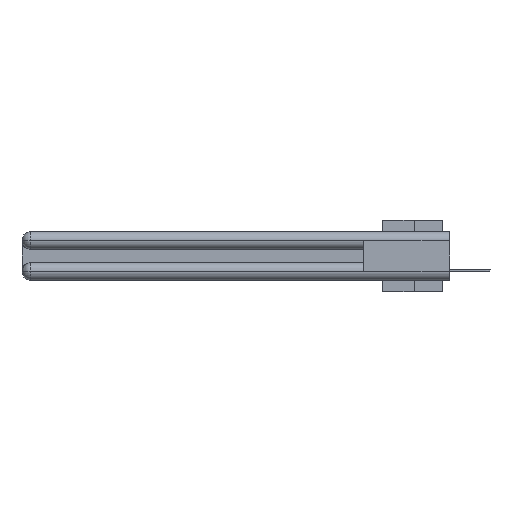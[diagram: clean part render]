
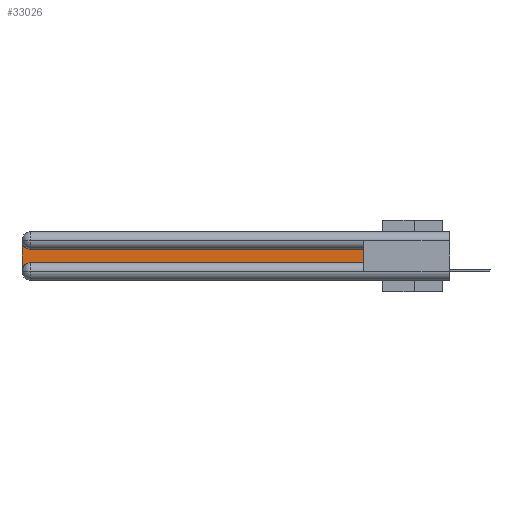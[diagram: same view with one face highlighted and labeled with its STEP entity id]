
A CAD part, left-side view. The second image highlights one B-rep face of the part: STEP entity #33026.
In plain terms, the highlighted planar face has unit normal (-1, 0, 0).
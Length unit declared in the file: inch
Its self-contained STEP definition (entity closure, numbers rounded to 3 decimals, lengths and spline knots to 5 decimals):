
#957 = ORIENTED_EDGE ( 'NONE', *, *, #3328, .T. ) ;
#1400 = DIRECTION ( 'NONE',  ( 0., 0., -1. ) ) ;
#1462 = ORIENTED_EDGE ( 'NONE', *, *, #34949, .T. ) ;
#2995 = VECTOR ( 'NONE', #19466, 39.37008 ) ;
#3320 = CARTESIAN_POINT ( 'NONE',  ( 0.075, 2.94, -0.1225 ) ) ;
#3328 = EDGE_CURVE ( 'NONE', #34976, #21718, #6489, .T. ) ;
#3360 = CARTESIAN_POINT ( 'NONE',  ( 0.075, 2.94, -0.2175 ) ) ;
#5018 = CARTESIAN_POINT ( 'NONE',  ( 0.075, 3., -0.1225 ) ) ;
#5522 = AXIS2_PLACEMENT_3D ( 'NONE', #15590, #9921, #7526 ) ;
#5907 = CARTESIAN_POINT ( 'NONE',  ( 0.075, 0.6, -0.2175 ) ) ;
#6384 = AXIS2_PLACEMENT_3D ( 'NONE', #17683, #6719, #1400 ) ;
#6489 = LINE ( 'NONE', #8201, #2995 ) ;
#6719 = DIRECTION ( 'NONE',  ( 1., 0., 0. ) ) ;
#7198 = DIRECTION ( 'NONE',  ( 0., 1., 0. ) ) ;
#7526 = DIRECTION ( 'NONE',  ( 0., 0., -1. ) ) ;
#7784 = DIRECTION ( 'NONE',  ( 0., 0., -1. ) ) ;
#8201 = CARTESIAN_POINT ( 'NONE',  ( 0.075, 0.6, -0.2175 ) ) ;
#8689 = EDGE_CURVE ( 'NONE', #21718, #17986, #25336, .T. ) ;
#8986 = LINE ( 'NONE', #30601, #26678 ) ;
#9580 = EDGE_LOOP ( 'NONE', ( #25943, #28609, #1462, #13255, #957, #27399 ) ) ;
#9721 = CARTESIAN_POINT ( 'NONE',  ( 0.075, 0.6, -0.1225 ) ) ;
#9921 = DIRECTION ( 'NONE',  ( 1., 0., 0. ) ) ;
#10005 = EDGE_CURVE ( 'NONE', #31514, #34976, #13590, .T. ) ;
#10385 = EDGE_CURVE ( 'NONE', #15543, #31936, #14849, .T. ) ;
#12554 = CARTESIAN_POINT ( 'NONE',  ( 0.075, 0.6, -0.1225 ) ) ;
#13035 = CARTESIAN_POINT ( 'NONE',  ( 0.075, 0.6, -0.2175 ) ) ;
#13255 = ORIENTED_EDGE ( 'NONE', *, *, #10005, .T. ) ;
#13590 = CIRCLE ( 'NONE', #6384, 0.06 ) ;
#14849 = CIRCLE ( 'NONE', #5522, 0.06 ) ;
#15543 = VERTEX_POINT ( 'NONE', #3320 ) ;
#15590 = CARTESIAN_POINT ( 'NONE',  ( 0.075, 2.94, -0.0625 ) ) ;
#16066 = PLANE ( 'NONE',  #23326 ) ;
#16999 = DIRECTION ( 'NONE',  ( 0., 0., -1. ) ) ;
#17683 = CARTESIAN_POINT ( 'NONE',  ( 0.075, 2.94, -0.2775 ) ) ;
#17986 = VERTEX_POINT ( 'NONE', #12554 ) ;
#19466 = DIRECTION ( 'NONE',  ( 0., -1., 0. ) ) ;
#21718 = VERTEX_POINT ( 'NONE', #13035 ) ;
#22498 = DIRECTION ( 'NONE',  ( 0., 0., 1. ) ) ;
#23326 = AXIS2_PLACEMENT_3D ( 'NONE', #5018, #24057, #7784 ) ;
#24057 = DIRECTION ( 'NONE',  ( 1., 0., 0. ) ) ;
#25336 = LINE ( 'NONE', #5907, #29212 ) ;
#25943 = ORIENTED_EDGE ( 'NONE', *, *, #28653, .T. ) ;
#26678 = VECTOR ( 'NONE', #16999, 39.37008 ) ;
#26781 = FACE_OUTER_BOUND ( 'NONE', #9580, .T. ) ;
#27399 = ORIENTED_EDGE ( 'NONE', *, *, #8689, .T. ) ;
#28609 = ORIENTED_EDGE ( 'NONE', *, *, #10385, .T. ) ;
#28653 = EDGE_CURVE ( 'NONE', #17986, #15543, #33504, .T. ) ;
#29212 = VECTOR ( 'NONE', #22498, 39.37008 ) ;
#29681 = VECTOR ( 'NONE', #7198, 39.37008 ) ;
#30401 = CARTESIAN_POINT ( 'NONE',  ( 0.075, 3., -0.0625 ) ) ;
#30601 = CARTESIAN_POINT ( 'NONE',  ( 0.075, 3., -0.2175 ) ) ;
#31514 = VERTEX_POINT ( 'NONE', #34633 ) ;
#31936 = VERTEX_POINT ( 'NONE', #30401 ) ;
#33026 = ADVANCED_FACE ( 'NONE', ( #26781 ), #16066, .F. ) ;
#33504 = LINE ( 'NONE', #9721, #29681 ) ;
#34633 = CARTESIAN_POINT ( 'NONE',  ( 0.075, 3., -0.2775 ) ) ;
#34949 = EDGE_CURVE ( 'NONE', #31936, #31514, #8986, .T. ) ;
#34976 = VERTEX_POINT ( 'NONE', #3360 ) ;
